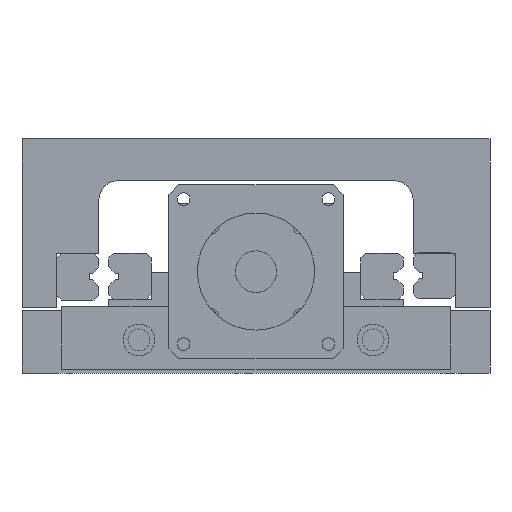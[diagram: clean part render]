
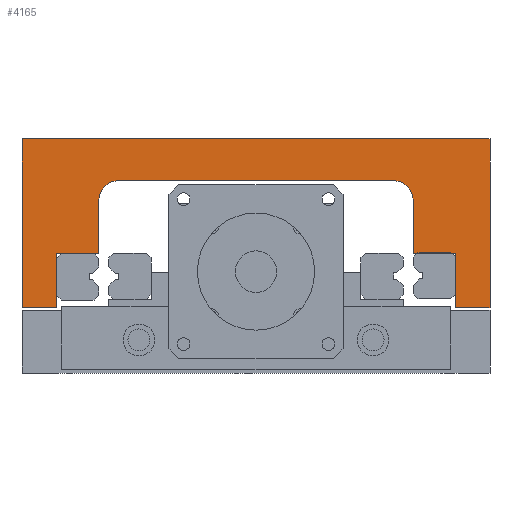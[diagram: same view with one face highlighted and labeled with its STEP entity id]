
A CAD part, front view. The second image highlights one B-rep face of the part: STEP entity #4165.
In plain terms, the highlighted planar face has unit normal (0, -1, 0).
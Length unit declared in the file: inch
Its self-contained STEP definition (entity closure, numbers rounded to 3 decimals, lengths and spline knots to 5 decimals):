
#3763=CARTESIAN_POINT('',(1.763,-4.0,0.54447));
#3764=VERTEX_POINT('',#3763);
#3771=CARTESIAN_POINT('',(-1.763,-4.0,0.54447));
#3772=VERTEX_POINT('',#3771);
#3773=CARTESIAN_POINT('',(-1.763,-4.0,0.54447));
#3774=DIRECTION('',(1.0,0.0,0.0));
#3775=VECTOR('',#3774,3.526);
#3776=LINE('',#3773,#3775);
#3777=EDGE_CURVE('',#3772,#3764,#3776,.T.);
#3810=CARTESIAN_POINT('',(2.013,-4.0,0.29447));
#3811=VERTEX_POINT('',#3810);
#3818=CARTESIAN_POINT('',(1.763,-4.0,0.29447));
#3819=DIRECTION('',(0.0,1.0,0.0));
#3820=DIRECTION('',(-1.0,0.0,0.0));
#3821=AXIS2_PLACEMENT_3D('',#3818,#3819,#3820);
#3822=CIRCLE('',#3821,0.25);
#3823=EDGE_CURVE('',#3764,#3811,#3822,.T.);
#3835=CARTESIAN_POINT('',(2.013,-4.0,-0.391));
#3836=VERTEX_POINT('',#3835);
#3843=CARTESIAN_POINT('',(2.013,-4.0,0.29447));
#3844=DIRECTION('',(0.0,0.0,-1.0));
#3845=VECTOR('',#3844,0.68547);
#3846=LINE('',#3843,#3845);
#3847=EDGE_CURVE('',#3811,#3836,#3846,.T.);
#3859=CARTESIAN_POINT('',(2.558,-4.0,-0.391));
#3860=VERTEX_POINT('',#3859);
#3867=CARTESIAN_POINT('',(2.013,-4.0,-0.391));
#3868=DIRECTION('',(1.0,0.0,0.0));
#3869=VECTOR('',#3868,0.545);
#3870=LINE('',#3867,#3869);
#3871=EDGE_CURVE('',#3836,#3860,#3870,.T.);
#3883=CARTESIAN_POINT('',(2.558,-4.0,-1.08));
#3884=VERTEX_POINT('',#3883);
#3891=CARTESIAN_POINT('',(2.558,-4.0,-0.391));
#3892=DIRECTION('',(0.0,0.0,-1.0));
#3893=VECTOR('',#3892,0.689);
#3894=LINE('',#3891,#3893);
#3895=EDGE_CURVE('',#3860,#3884,#3894,.T.);
#3907=CARTESIAN_POINT('',(2.998,-4.0,-1.08));
#3908=VERTEX_POINT('',#3907);
#3915=CARTESIAN_POINT('',(2.558,-4.0,-1.08));
#3916=DIRECTION('',(1.0,0.0,0.0));
#3917=VECTOR('',#3916,0.44);
#3918=LINE('',#3915,#3917);
#3919=EDGE_CURVE('',#3884,#3908,#3918,.T.);
#3931=CARTESIAN_POINT('',(2.998,-4.0,1.08));
#3932=VERTEX_POINT('',#3931);
#3939=CARTESIAN_POINT('',(2.998,-4.0,-1.08));
#3940=DIRECTION('',(0.0,0.0,1.0));
#3941=VECTOR('',#3940,2.16);
#3942=LINE('',#3939,#3941);
#3943=EDGE_CURVE('',#3908,#3932,#3942,.T.);
#3955=CARTESIAN_POINT('',(-2.558,-4.0,-1.08));
#3956=VERTEX_POINT('',#3955);
#3963=CARTESIAN_POINT('',(-2.998,-4.0,-1.08));
#3964=VERTEX_POINT('',#3963);
#3965=CARTESIAN_POINT('',(-2.998,-4.0,-1.08));
#3966=DIRECTION('',(1.0,0.0,0.0));
#3967=VECTOR('',#3966,0.44);
#3968=LINE('',#3965,#3967);
#3969=EDGE_CURVE('',#3964,#3956,#3968,.T.);
#3986=CARTESIAN_POINT('',(-2.558,-4.0,-0.391));
#3987=VERTEX_POINT('',#3986);
#3994=CARTESIAN_POINT('',(-2.558,-4.0,-1.08));
#3995=DIRECTION('',(0.0,0.0,1.0));
#3996=VECTOR('',#3995,0.689);
#3997=LINE('',#3994,#3996);
#3998=EDGE_CURVE('',#3956,#3987,#3997,.T.);
#4010=CARTESIAN_POINT('',(-2.013,-4.0,-0.391));
#4011=VERTEX_POINT('',#4010);
#4018=CARTESIAN_POINT('',(-2.558,-4.0,-0.391));
#4019=DIRECTION('',(1.0,0.0,0.0));
#4020=VECTOR('',#4019,0.545);
#4021=LINE('',#4018,#4020);
#4022=EDGE_CURVE('',#3987,#4011,#4021,.T.);
#4034=CARTESIAN_POINT('',(-2.013,-4.0,0.29447));
#4035=VERTEX_POINT('',#4034);
#4042=CARTESIAN_POINT('',(-2.013,-4.0,-0.391));
#4043=DIRECTION('',(0.0,0.0,1.0));
#4044=VECTOR('',#4043,0.68547);
#4045=LINE('',#4042,#4044);
#4046=EDGE_CURVE('',#4011,#4035,#4045,.T.);
#4059=CARTESIAN_POINT('',(-1.763,-4.0,0.29447));
#4060=DIRECTION('',(0.0,1.0,0.0));
#4061=DIRECTION('',(0.0,0.0,-1.0));
#4062=AXIS2_PLACEMENT_3D('',#4059,#4060,#4061);
#4063=CIRCLE('',#4062,0.25);
#4064=EDGE_CURVE('',#4035,#3772,#4063,.T.);
#4076=CARTESIAN_POINT('',(-2.998,-4.0,1.08));
#4077=VERTEX_POINT('',#4076);
#4084=CARTESIAN_POINT('',(2.998,-4.0,1.08));
#4085=DIRECTION('',(-1.0,0.0,0.0));
#4086=VECTOR('',#4085,5.996);
#4087=LINE('',#4084,#4086);
#4088=EDGE_CURVE('',#3932,#4077,#4087,.T.);
#4133=CARTESIAN_POINT('',(-2.998,-4.0,1.08));
#4134=DIRECTION('',(0.0,0.0,-1.0));
#4135=VECTOR('',#4134,2.16);
#4136=LINE('',#4133,#4135);
#4137=EDGE_CURVE('',#4077,#3964,#4136,.T.);
#4144=CARTESIAN_POINT('',(0.,-4.,0.32527));
#4145=DIRECTION('',(0.0,1.0,0.0));
#4146=DIRECTION('',(0.0,0.0,1.0));
#4147=AXIS2_PLACEMENT_3D('',#4144,#4145,#4146);
#4148=PLANE('',#4147);
#4149=ORIENTED_EDGE('',*,*,#4137,.T.);
#4150=ORIENTED_EDGE('',*,*,#3969,.T.);
#4151=ORIENTED_EDGE('',*,*,#3998,.T.);
#4152=ORIENTED_EDGE('',*,*,#4022,.T.);
#4153=ORIENTED_EDGE('',*,*,#4046,.T.);
#4154=ORIENTED_EDGE('',*,*,#4064,.T.);
#4155=ORIENTED_EDGE('',*,*,#3777,.T.);
#4156=ORIENTED_EDGE('',*,*,#3823,.T.);
#4157=ORIENTED_EDGE('',*,*,#3847,.T.);
#4158=ORIENTED_EDGE('',*,*,#3871,.T.);
#4159=ORIENTED_EDGE('',*,*,#3895,.T.);
#4160=ORIENTED_EDGE('',*,*,#3919,.T.);
#4161=ORIENTED_EDGE('',*,*,#3943,.T.);
#4162=ORIENTED_EDGE('',*,*,#4088,.T.);
#4163=EDGE_LOOP('',(#4149,#4150,#4151,#4152,#4153,#4154,#4155,#4156,#4157,#4158,#4159,#4160,#4161,#4162));
#4164=FACE_OUTER_BOUND('',#4163,.T.);
#4165=ADVANCED_FACE('',(#4164),#4148,.F.);
